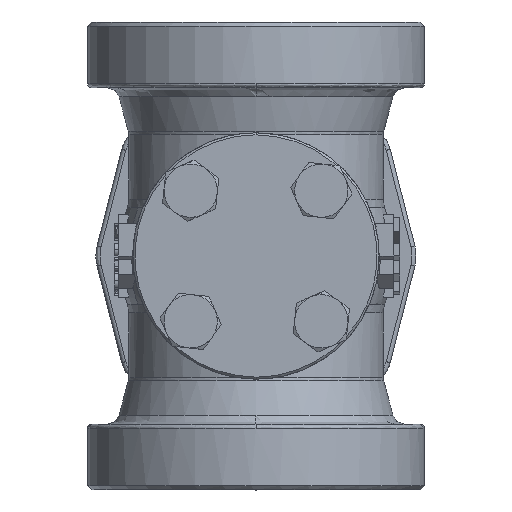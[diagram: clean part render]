
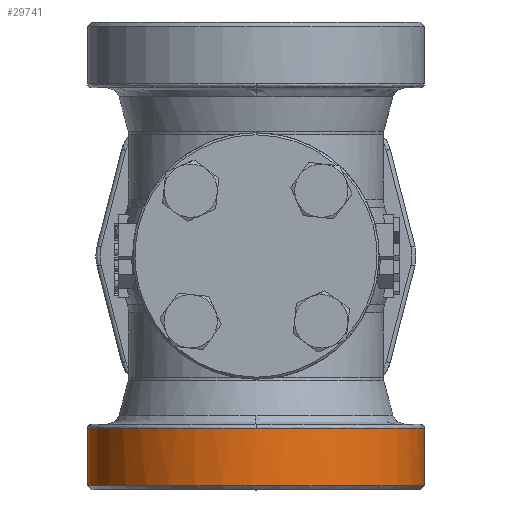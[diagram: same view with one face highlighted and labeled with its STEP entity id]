
A CAD part, front view. The second image highlights one B-rep face of the part: STEP entity #29741.
In plain terms, the highlighted cylindrical face has radius 41 mm (diameter 82 mm), a partial arc.
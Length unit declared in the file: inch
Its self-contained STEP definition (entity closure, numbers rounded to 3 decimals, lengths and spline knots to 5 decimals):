
#472 = CARTESIAN_POINT ( 'NONE',  ( -0.41853, -1.56255, -2.20472 ) ) ;
#2125 = B_SPLINE_CURVE_WITH_KNOTS ( 'NONE', 3,
 ( #7203, #24785, #21855, #15693 ),
 .UNSPECIFIED., .F., .F.,
 ( 4, 4 ),
 ( 0., 1. ),
 .UNSPECIFIED. ) ;
#2572 = CARTESIAN_POINT ( 'NONE',  ( -1.61417, -1.07612, -1.65354 ) ) ;
#3052 = EDGE_LOOP ( 'NONE', ( #26137, #34502, #13860, #20043, #23642 ) ) ;
#3514 = CARTESIAN_POINT ( 'NONE',  ( 1.61417, 0., -1.65354 ) ) ;
#3528 = CARTESIAN_POINT ( 'NONE',  ( -1.06669, -1.2161, -2.20472 ) ) ;
#4426 = CARTESIAN_POINT ( 'NONE',  ( -1.61417, 0., -2.20472 ) ) ;
#4613 = CARTESIAN_POINT ( 'NONE',  ( 0.21129, -1.60377, -2.20472 ) ) ;
#4818 = VERTEX_POINT ( 'NONE', #9709 ) ;
#5007 = CARTESIAN_POINT ( 'NONE',  ( 0.71532, -1.45087, -2.20472 ) ) ;
#5382 = CARTESIAN_POINT ( 'NONE',  ( -0.10565, -1.61417, -2.20472 ) ) ;
#5855 = B_SPLINE_CURVE_WITH_KNOTS ( 'NONE', 3,
 ( #22320, #34075, #37715, #8243 ),
 .UNSPECIFIED., .F., .F.,
 ( 4, 4 ),
 ( 0., 1. ),
 .UNSPECIFIED. ) ;
#6249 = CARTESIAN_POINT ( 'NONE',  ( -0.80894, -1.40083, -2.20472 ) ) ;
#7203 = CARTESIAN_POINT ( 'NONE',  ( 1.61417, 0., -1.65354 ) ) ;
#7660 = CYLINDRICAL_SURFACE ( 'NONE', #30660, 1.61417 ) ;
#7930 =( BOUNDED_CURVE ( )  B_SPLINE_CURVE ( 3, ( #12736, #9285, #24169, #3514 ),
 .UNSPECIFIED., .F., .F. ) 
 B_SPLINE_CURVE_WITH_KNOTS ( ( 4, 4 ),
 ( 0., 1. ),
 .UNSPECIFIED. ) 
 CURVE ( )  GEOMETRIC_REPRESENTATION_ITEM ( )  RATIONAL_B_SPLINE_CURVE ( ( 0.957, 0.638, 0.478, 0.478 ) ) 
 REPRESENTATION_ITEM ( '' )  );
#8243 = CARTESIAN_POINT ( 'NONE',  ( -1.61417, 0., -1.65354 ) ) ;
#8287 = CARTESIAN_POINT ( 'NONE',  ( 1.61417, -0.10565, -2.20472 ) ) ;
#8741 = EDGE_CURVE ( 'NONE', #16188, #31293, #19964, .T. ) ;
#9099 = CARTESIAN_POINT ( 'NONE',  ( -1.28344, -0.98463, -2.20472 ) ) ;
#9285 = CARTESIAN_POINT ( 'NONE',  ( 0.80709, -1.61417, -1.65354 ) ) ;
#9709 = CARTESIAN_POINT ( 'NONE',  ( 1.61417, 0., -1.65354 ) ) ;
#9906 = CARTESIAN_POINT ( 'NONE',  ( 0., -1.61417, -1.65354 ) ) ;
#10413 = CARTESIAN_POINT ( 'NONE',  ( 0.41853, -1.56255, -2.20472 ) ) ;
#10604 = CARTESIAN_POINT ( 'NONE',  ( -0.21129, -1.60377, -2.20472 ) ) ;
#10790 = CARTESIAN_POINT ( 'NONE',  ( 0.80894, -1.40083, -2.20472 ) ) ;
#10975 = CARTESIAN_POINT ( 'NONE',  ( 0.98463, -1.28344, -2.20472 ) ) ;
#12217 = EDGE_CURVE ( 'NONE', #13671, #16188, #5855, .T. ) ;
#12736 = CARTESIAN_POINT ( 'NONE',  ( 0., -1.61417, -1.65354 ) ) ;
#13671 = VERTEX_POINT ( 'NONE', #14385 ) ;
#13798 = DIRECTION ( 'NONE',  ( 0., 0., 1. ) ) ;
#13860 = ORIENTED_EDGE ( 'NONE', *, *, #12217, .F. ) ;
#13861 = CARTESIAN_POINT ( 'NONE',  ( 1.06669, -1.2161, -2.20472 ) ) ;
#14236 = CARTESIAN_POINT ( 'NONE',  ( 0.52011, -1.53173, -2.20472 ) ) ;
#14385 = CARTESIAN_POINT ( 'NONE',  ( -1.61417, 0., -2.20472 ) ) ;
#15693 = CARTESIAN_POINT ( 'NONE',  ( 1.61417, 0., -2.20472 ) ) ;
#16188 = VERTEX_POINT ( 'NONE', #27142 ) ;
#16656 = CARTESIAN_POINT ( 'NONE',  ( 1.61417, 0., -2.20472 ) ) ;
#17992 = CARTESIAN_POINT ( 'NONE',  ( -1.40083, -0.80894, -2.20472 ) ) ;
#19252 = B_SPLINE_CURVE_WITH_KNOTS ( 'NONE', 3,
 ( #4426, #27964, #27780, #26714, #23794, #35533, #17992, #9099, #20899, #3528, #32653, #6249, #29767, #26894, #472, #10604, #5382, #34503, #4613, #10413, #14236, #5007, #10790, #10975, #13861, #22944, #22375, #31263, #34687, #28153, #25497, #28737, #8287, #31469 ),
 .UNSPECIFIED., .F., .F.,
 ( 4, 2, 2, 2, 2, 2, 2, 2, 2, 2, 2, 2, 2, 2, 2, 2, 4 ),
 ( 0., 0.0625, 0.125, 0.1875, 0.25, 0.3125, 0.375, 0.4375, 0.5, 0.5625, 0.625, 0.6875, 0.75, 0.8125, 0.875, 0.9375, 1. ),
 .UNSPECIFIED. ) ;
#19964 =( BOUNDED_CURVE ( )  B_SPLINE_CURVE ( 3, ( #29002, #2572, #34367, #23014 ),
 .UNSPECIFIED., .F., .T. ) 
 B_SPLINE_CURVE_WITH_KNOTS ( ( 4, 4 ),
 ( 0., 1. ),
 .UNSPECIFIED. ) 
 CURVE ( )  GEOMETRIC_REPRESENTATION_ITEM ( )  RATIONAL_B_SPLINE_CURVE ( ( 0.478, 0.478, 0.638, 0.957 ) ) 
 REPRESENTATION_ITEM ( '' )  );
#20043 = ORIENTED_EDGE ( 'NONE', *, *, #28734, .T. ) ;
#20899 = CARTESIAN_POINT ( 'NONE',  ( -1.2161, -1.06669, -2.20472 ) ) ;
#21855 = CARTESIAN_POINT ( 'NONE',  ( 1.61417, 0., -2.021 ) ) ;
#22320 = CARTESIAN_POINT ( 'NONE',  ( -1.61417, 0., -2.20472 ) ) ;
#22375 = CARTESIAN_POINT ( 'NONE',  ( 1.28344, -0.98463, -2.20472 ) ) ;
#22892 = CARTESIAN_POINT ( 'NONE',  ( 0., 0., -2.20472 ) ) ;
#22944 = CARTESIAN_POINT ( 'NONE',  ( 1.2161, -1.06669, -2.20472 ) ) ;
#23014 = CARTESIAN_POINT ( 'NONE',  ( 0., -1.61417, -1.65354 ) ) ;
#23119 = EDGE_CURVE ( 'NONE', #31293, #4818, #7930, .T. ) ;
#23642 = ORIENTED_EDGE ( 'NONE', *, *, #31924, .F. ) ;
#23794 = CARTESIAN_POINT ( 'NONE',  ( -1.53173, -0.52011, -2.20472 ) ) ;
#24169 = CARTESIAN_POINT ( 'NONE',  ( 1.61417, -1.07612, -1.65354 ) ) ;
#24785 = CARTESIAN_POINT ( 'NONE',  ( 1.61417, 0., -1.83727 ) ) ;
#25497 = CARTESIAN_POINT ( 'NONE',  ( 1.56255, -0.41853, -2.20472 ) ) ;
#26137 = ORIENTED_EDGE ( 'NONE', *, *, #23119, .F. ) ;
#26714 = CARTESIAN_POINT ( 'NONE',  ( -1.56255, -0.41853, -2.20472 ) ) ;
#26894 = CARTESIAN_POINT ( 'NONE',  ( -0.52011, -1.53173, -2.20472 ) ) ;
#27142 = CARTESIAN_POINT ( 'NONE',  ( -1.61417, 0., -1.65354 ) ) ;
#27780 = CARTESIAN_POINT ( 'NONE',  ( -1.60377, -0.21129, -2.20472 ) ) ;
#27964 = CARTESIAN_POINT ( 'NONE',  ( -1.61417, -0.10565, -2.20472 ) ) ;
#28153 = CARTESIAN_POINT ( 'NONE',  ( 1.53173, -0.52011, -2.20472 ) ) ;
#28734 = EDGE_CURVE ( 'NONE', #13671, #30656, #19252, .T. ) ;
#28737 = CARTESIAN_POINT ( 'NONE',  ( 1.60377, -0.21129, -2.20472 ) ) ;
#28872 = DIRECTION ( 'NONE',  ( 1., 0., 0. ) ) ;
#29002 = CARTESIAN_POINT ( 'NONE',  ( -1.61417, 0., -1.65354 ) ) ;
#29741 = ADVANCED_FACE ( 'NONE', ( #34067 ), #7660, .T. ) ;
#29767 = CARTESIAN_POINT ( 'NONE',  ( -0.71532, -1.45087, -2.20472 ) ) ;
#30656 = VERTEX_POINT ( 'NONE', #16656 ) ;
#30660 = AXIS2_PLACEMENT_3D ( 'NONE', #22892, #13798, #28872 ) ;
#31263 = CARTESIAN_POINT ( 'NONE',  ( 1.40083, -0.80894, -2.20472 ) ) ;
#31293 = VERTEX_POINT ( 'NONE', #9906 ) ;
#31469 = CARTESIAN_POINT ( 'NONE',  ( 1.61417, 0., -2.20472 ) ) ;
#31924 = EDGE_CURVE ( 'NONE', #4818, #30656, #2125, .T. ) ;
#32653 = CARTESIAN_POINT ( 'NONE',  ( -0.98463, -1.28344, -2.20472 ) ) ;
#34067 = FACE_OUTER_BOUND ( 'NONE', #3052, .T. ) ;
#34075 = CARTESIAN_POINT ( 'NONE',  ( -1.61417, 0., -2.021 ) ) ;
#34367 = CARTESIAN_POINT ( 'NONE',  ( -0.80709, -1.61417, -1.65354 ) ) ;
#34502 = ORIENTED_EDGE ( 'NONE', *, *, #8741, .F. ) ;
#34503 = CARTESIAN_POINT ( 'NONE',  ( 0.10565, -1.61417, -2.20472 ) ) ;
#34687 = CARTESIAN_POINT ( 'NONE',  ( 1.45087, -0.71532, -2.20472 ) ) ;
#35533 = CARTESIAN_POINT ( 'NONE',  ( -1.45087, -0.71532, -2.20472 ) ) ;
#37715 = CARTESIAN_POINT ( 'NONE',  ( -1.61417, 0., -1.83727 ) ) ;
